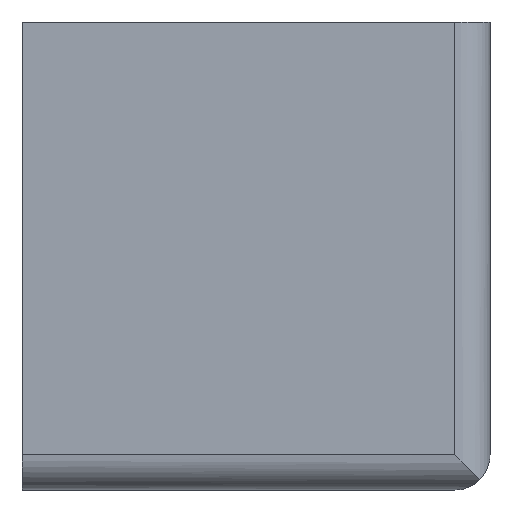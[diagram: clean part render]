
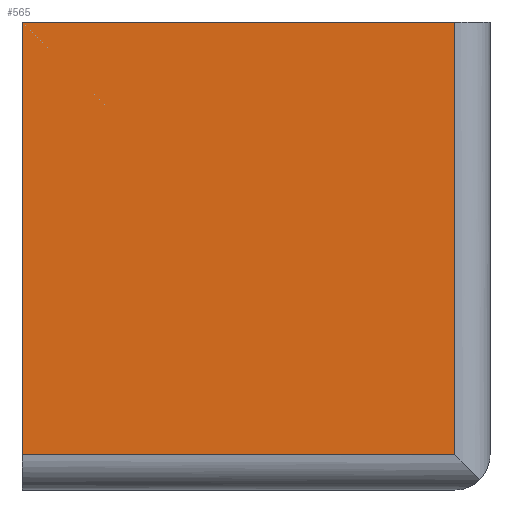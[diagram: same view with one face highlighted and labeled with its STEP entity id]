
A CAD part, left-side view. The second image highlights one B-rep face of the part: STEP entity #565.
In plain terms, the highlighted planar face has unit normal (-1, 0, 0).
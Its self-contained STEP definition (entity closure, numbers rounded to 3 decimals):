
#57 = CARTESIAN_POINT ( 'NONE',  ( 0., 20., 1.5 ) ) ;
#156 = CARTESIAN_POINT ( 'NONE',  ( 0., 20., 20. ) ) ;
#186 = LINE ( 'NONE', #156, #197 ) ;
#197 = VECTOR ( 'NONE', #764, 1000. ) ;
#321 = VECTOR ( 'NONE', #427, 1000. ) ;
#396 = AXIS2_PLACEMENT_3D ( 'NONE', #989, #773, #1238 ) ;
#420 = CARTESIAN_POINT ( 'NONE',  ( 0., 20., 20. ) ) ;
#427 = DIRECTION ( 'NONE',  ( 0., -1., 0. ) ) ;
#445 = ORIENTED_EDGE ( 'NONE', *, *, #652, .T. ) ;
#505 = PLANE ( 'NONE',  #396 ) ;
#527 = LINE ( 'NONE', #1130, #570 ) ;
#537 = EDGE_CURVE ( 'NONE', #1290, #948, #1448, .T. ) ;
#565 = ADVANCED_FACE ( 'NONE', ( #994 ), #505, .F. ) ;
#570 = VECTOR ( 'NONE', #1474, 1000. ) ;
#631 = VERTEX_POINT ( 'NONE', #57 ) ;
#641 = EDGE_CURVE ( 'NONE', #1010, #631, #186, .T. ) ;
#652 = EDGE_CURVE ( 'NONE', #631, #948, #527, .T. ) ;
#662 = CARTESIAN_POINT ( 'NONE',  ( 0., 20., 20. ) ) ;
#732 = DIRECTION ( 'NONE',  ( 0., 0., -1. ) ) ;
#764 = DIRECTION ( 'NONE',  ( 0., 0., -1. ) ) ;
#773 = DIRECTION ( 'NONE',  ( 1., 0., 0. ) ) ;
#786 = EDGE_LOOP ( 'NONE', ( #445, #1129, #1305, #1256 ) ) ;
#854 = CARTESIAN_POINT ( 'NONE',  ( 0., 1.5, 45. ) ) ;
#948 = VERTEX_POINT ( 'NONE', #1212 ) ;
#987 = EDGE_CURVE ( 'NONE', #1010, #1290, #1372, .T. ) ;
#989 = CARTESIAN_POINT ( 'NONE',  ( 0., 20., 20. ) ) ;
#994 = FACE_OUTER_BOUND ( 'NONE', #786, .T. ) ;
#1010 = VERTEX_POINT ( 'NONE', #420 ) ;
#1123 = VECTOR ( 'NONE', #732, 1000. ) ;
#1129 = ORIENTED_EDGE ( 'NONE', *, *, #537, .F. ) ;
#1130 = CARTESIAN_POINT ( 'NONE',  ( 0., 45., 1.5 ) ) ;
#1212 = CARTESIAN_POINT ( 'NONE',  ( 0., 1.5, 1.5 ) ) ;
#1219 = CARTESIAN_POINT ( 'NONE',  ( 0., 1.5, 20. ) ) ;
#1238 = DIRECTION ( 'NONE',  ( 0., 0., -1. ) ) ;
#1256 = ORIENTED_EDGE ( 'NONE', *, *, #641, .T. ) ;
#1290 = VERTEX_POINT ( 'NONE', #1219 ) ;
#1305 = ORIENTED_EDGE ( 'NONE', *, *, #987, .F. ) ;
#1372 = LINE ( 'NONE', #662, #321 ) ;
#1448 = LINE ( 'NONE', #854, #1123 ) ;
#1474 = DIRECTION ( 'NONE',  ( 0., -1., 0. ) ) ;
